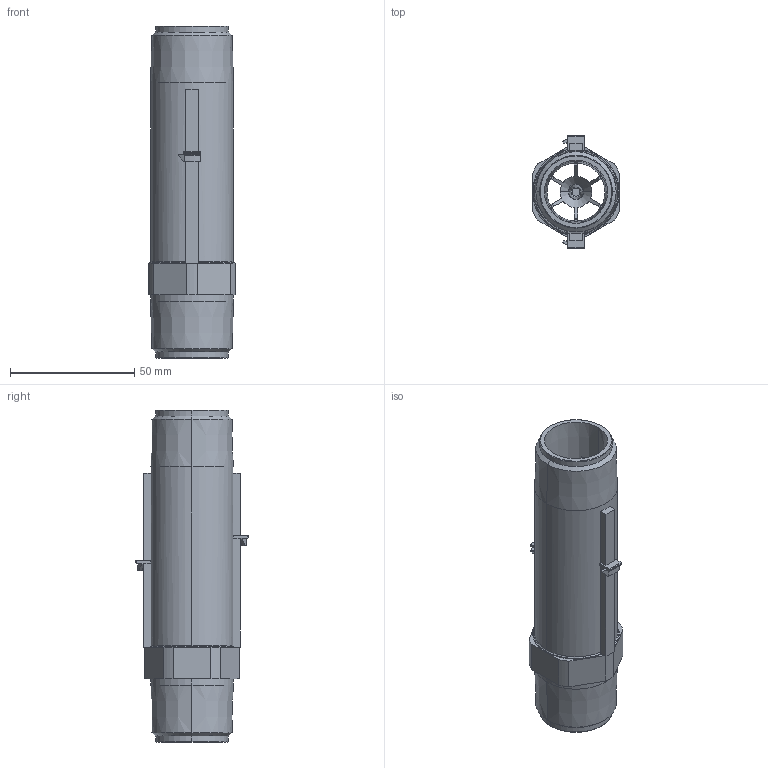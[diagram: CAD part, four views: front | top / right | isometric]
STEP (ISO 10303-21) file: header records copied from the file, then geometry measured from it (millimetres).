
FILE_DESCRIPTION (( 'STEP AP214' ), '1' );
FILE_NAME ('FG1P-100PP-2.STEP', '2019-10-14T20:13:34', ( '' ), ( '' ), 'SwSTEP 2.0', 'SolidWorks 2017', '' );
FILE_SCHEMA (( 'AUTOMOTIVE_DESIGN' ));
Length unit declared in the file: inch
Products named in the file (1): FG1P-100PP-2
Bounding box: 34.92 x 45.22 x 133.35 mm (x, y, z)
Volume: 58935.1 mm3; surface area: 29356.9 mm2
Topology: 1 solids, 1 shells, 196 faces, 554 edges, 353 vertices
Faces by surface type: plane 85, cylinder 63, cone 32, torus 16
Entity records: 6585 total; most frequent: CARTESIAN_POINT 1446, ORIENTED_EDGE 1108, DIRECTION 1077, EDGE_CURVE 554, AXIS2_PLACEMENT_3D 412, VERTEX_POINT 353, VECTOR 253, LINE 253
